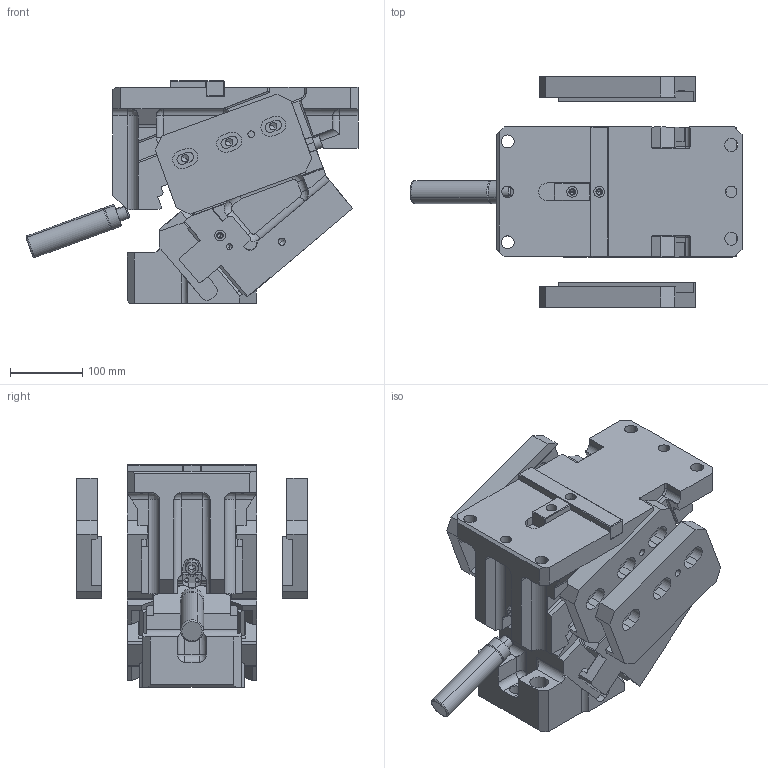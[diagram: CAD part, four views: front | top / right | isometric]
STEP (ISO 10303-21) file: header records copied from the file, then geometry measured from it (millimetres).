
FILE_DESCRIPTION(('CATIA V5 STEP Exchange','CAx-IF Rec.Pracs.--- Model Styling and Organization---1.4--- 2014-01-23'),'2;1');
FILE_NAME('KS_OT_0180_50__IND_09__23470__SCHIEBERADAPTER_PART__2015_04_08__SCHWER.stp','2017-10-27T05:57:53+00:00',('none'),('none'),'CATIA Version 5-6 Release 2016 SP3 HF35','CATIA V5 STEP AP203 WITH EXTENSIONS','none');
FILE_SCHEMA(('CONFIG_CONTROL_DESIGN','SHAPE_APPEARANCE_LAYER_MIM'));
Length unit declared in the file: millimetre
Products named in the file (1): KS_OT_0180_50__IND_09__23470__SCHIEBERADAPTER_PART__2015_04_08__SCHWER
Bounding box: 460.4 x 320 x 309 mm (x, y, z)
Volume: 11642154.4 mm3; surface area: 1029010.2 mm2
Topology: 7 solids, 8 shells, 1091 faces, 2867 edges, 1788 vertices
Faces by surface type: plane 513, cylinder 435, cone 74, torus 24, sphere 23, revolution 22
Entity records: 32350 total; most frequent: CARTESIAN_POINT 7475, ORIENTED_EDGE 5550, DIRECTION 4150, EDGE_CURVE 2775, VERTEX_POINT 1784, VECTOR 1685, LINE 1685, AXIS2_PLACEMENT_3D 1652
